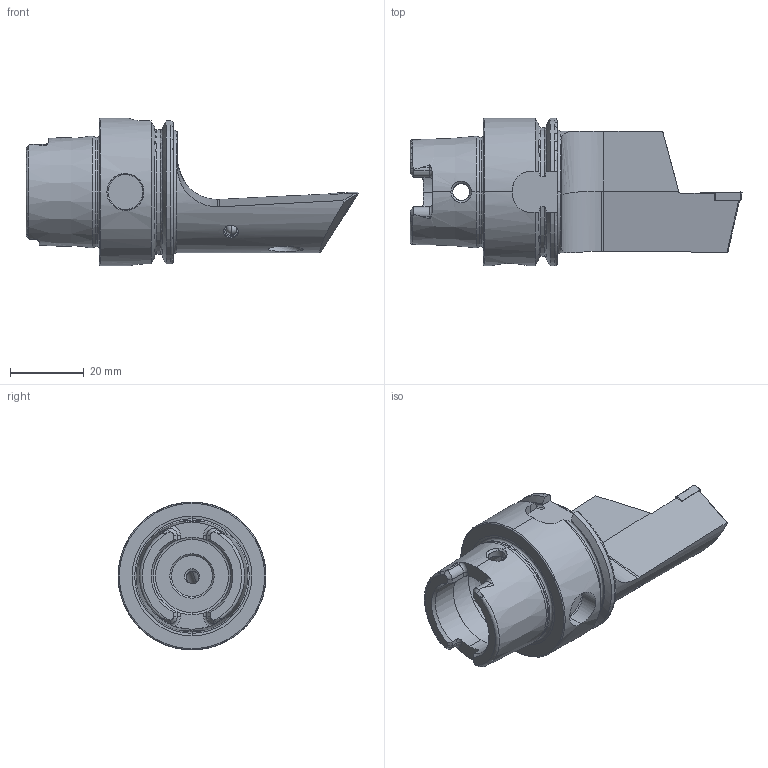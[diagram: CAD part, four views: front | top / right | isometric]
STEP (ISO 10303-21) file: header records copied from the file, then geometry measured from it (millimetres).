
FILE_DESCRIPTION (( 'STEP AP214' ), '1' );
FILE_NAME ('HA4.KDA.LJA.070-F0.STEP', '2023-06-30T14:49:48', ( '' ), ( '' ), 'SwSTEP 2.0', 'SolidWorks 2017', '' );
FILE_SCHEMA (( 'AUTOMOTIVE_DESIGN' ));
Length unit declared in the file: millimetre
Products named in the file (5): HA4.KDA.LJA.070-F0; KVT_MB_600_040; HA4-KDA.LJA.070-F0_A_Fertigbearbeitung; WCA-ER2.001.006_B; DCMT070204
Assembly tree (5 placements, depth 2):
  HA4.KDA.LJA.070-F0
    HA4-KDA.LJA.070-F0_A_Fertigbearbeitung
    DCMT070204
    KVT_MB_600_040  x2
    WCA-ER2.001.006_B
Bounding box: 89.9 x 40 x 40 mm (x, y, z)
Volume: 38331 mm3; surface area: 13920.2 mm2
Topology: 7 solids, 7 shells, 346 faces, 876 edges, 533 vertices
Faces by surface type: cylinder 100, cone 99, plane 83, torus 41, bspline 17, sphere 6
Entity records: 12559 total; most frequent: CARTESIAN_POINT 3681, ORIENTED_EDGE 1592, DIRECTION 1476, EDGE_CURVE 796, AXIS2_PLACEMENT_3D 587, VERTEX_POINT 494, EDGE_LOOP 328, FACE_OUTER_BOUND 314
